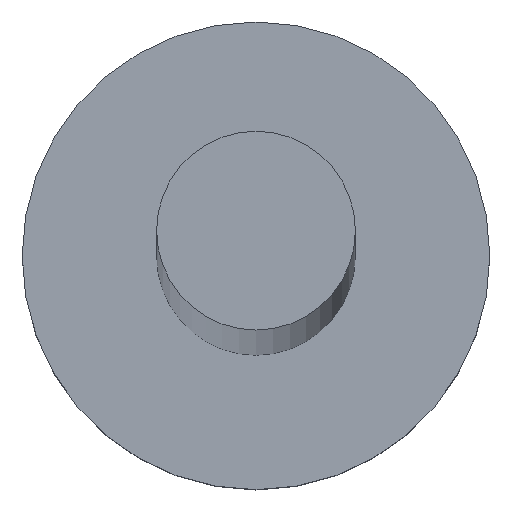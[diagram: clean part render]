
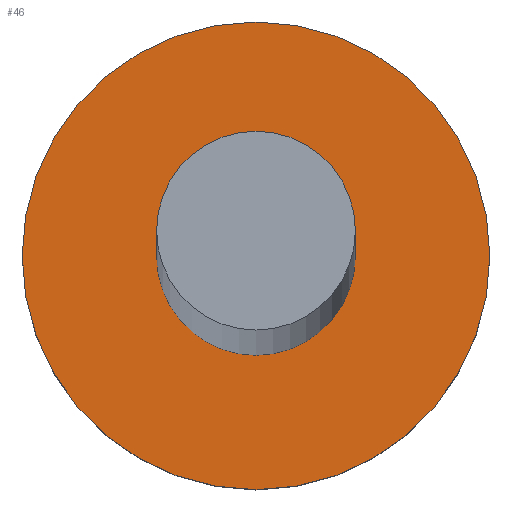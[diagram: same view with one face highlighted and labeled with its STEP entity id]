
A CAD part, top view. The second image highlights one B-rep face of the part: STEP entity #46.
In plain terms, the highlighted planar face has unit normal (0, 0, 1).
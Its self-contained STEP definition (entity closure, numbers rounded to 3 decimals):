
#4 = EDGE_LOOP ( 'NONE', ( #87, #183 ) ) ;
#6 = CARTESIAN_POINT ( 'NONE',  ( 0.85, 0., 1.5 ) ) ;
#15 = AXIS2_PLACEMENT_3D ( 'NONE', #66, #202, #185 ) ;
#19 = CIRCLE ( 'NONE', #36, 2. ) ;
#20 = DIRECTION ( 'NONE',  ( 0., 0., 1. ) ) ;
#25 = VERTEX_POINT ( 'NONE', #188 ) ;
#36 = AXIS2_PLACEMENT_3D ( 'NONE', #118, #20, #101 ) ;
#46 = ADVANCED_FACE ( 'NONE', ( #49, #206 ), #255, .T. ) ;
#49 = FACE_BOUND ( 'NONE', #71, .T. ) ;
#66 = CARTESIAN_POINT ( 'NONE',  ( 0., 0., 1.5 ) ) ;
#67 = VERTEX_POINT ( 'NONE', #195 ) ;
#71 = EDGE_LOOP ( 'NONE', ( #80, #205 ) ) ;
#73 = EDGE_CURVE ( 'NONE', #25, #141, #91, .T. ) ;
#75 = DIRECTION ( 'NONE',  ( 1., 0., 0. ) ) ;
#77 = DIRECTION ( 'NONE',  ( 0., 0., 1. ) ) ;
#80 = ORIENTED_EDGE ( 'NONE', *, *, #73, .F. ) ;
#87 = ORIENTED_EDGE ( 'NONE', *, *, #123, .T. ) ;
#91 = CIRCLE ( 'NONE', #230, 0.85 ) ;
#99 = DIRECTION ( 'NONE',  ( 1., 0., 0. ) ) ;
#100 = CARTESIAN_POINT ( 'NONE',  ( 0., 0., 1.5 ) ) ;
#101 = DIRECTION ( 'NONE',  ( 1., 0., 0. ) ) ;
#109 = DIRECTION ( 'NONE',  ( 1., 0., 0. ) ) ;
#113 = CIRCLE ( 'NONE', #15, 0.85 ) ;
#118 = CARTESIAN_POINT ( 'NONE',  ( 0., 0., 1.5 ) ) ;
#123 = EDGE_CURVE ( 'NONE', #164, #67, #19, .T. ) ;
#130 = CARTESIAN_POINT ( 'NONE',  ( 0., 0., 1.5 ) ) ;
#137 = EDGE_CURVE ( 'NONE', #141, #25, #113, .T. ) ;
#141 = VERTEX_POINT ( 'NONE', #6 ) ;
#154 = DIRECTION ( 'NONE',  ( 0., 0., 1. ) ) ;
#157 = CARTESIAN_POINT ( 'NONE',  ( 0., 0., 1.5 ) ) ;
#164 = VERTEX_POINT ( 'NONE', #235 ) ;
#171 = DIRECTION ( 'NONE',  ( 0., 0., 1. ) ) ;
#183 = ORIENTED_EDGE ( 'NONE', *, *, #220, .T. ) ;
#185 = DIRECTION ( 'NONE',  ( 1., 0., 0. ) ) ;
#188 = CARTESIAN_POINT ( 'NONE',  ( -0.85, 0., 1.5 ) ) ;
#195 = CARTESIAN_POINT ( 'NONE',  ( 2., 0., 1.5 ) ) ;
#198 = AXIS2_PLACEMENT_3D ( 'NONE', #100, #154, #99 ) ;
#202 = DIRECTION ( 'NONE',  ( 0., 0., 1. ) ) ;
#205 = ORIENTED_EDGE ( 'NONE', *, *, #137, .F. ) ;
#206 = FACE_OUTER_BOUND ( 'NONE', #4, .T. ) ;
#207 = CIRCLE ( 'NONE', #238, 2. ) ;
#220 = EDGE_CURVE ( 'NONE', #67, #164, #207, .T. ) ;
#230 = AXIS2_PLACEMENT_3D ( 'NONE', #157, #77, #75 ) ;
#235 = CARTESIAN_POINT ( 'NONE',  ( -2., 0., 1.5 ) ) ;
#238 = AXIS2_PLACEMENT_3D ( 'NONE', #130, #171, #109 ) ;
#255 = PLANE ( 'NONE',  #198 ) ;
